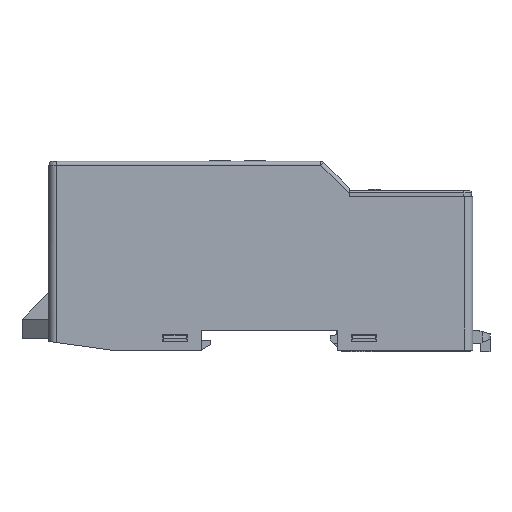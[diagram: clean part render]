
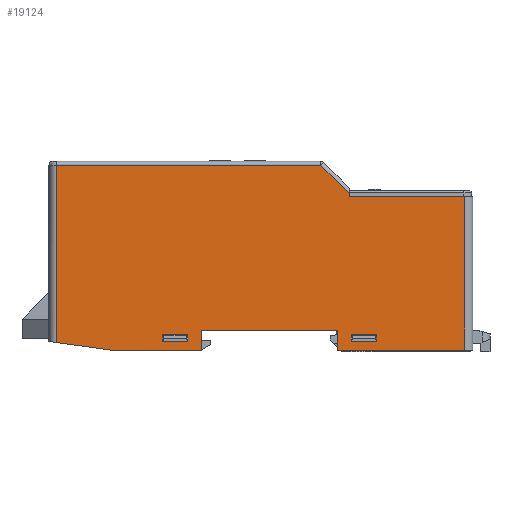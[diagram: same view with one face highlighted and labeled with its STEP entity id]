
A CAD part, left-side view. The second image highlights one B-rep face of the part: STEP entity #19124.
In plain terms, the highlighted planar face has unit normal (-1, 0, 0).
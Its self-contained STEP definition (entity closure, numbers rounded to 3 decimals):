
#4200=DIRECTION('',(0.,1.,0.));
#4201=VECTOR('',#4200,33.);
#4202=CARTESIAN_POINT('',(0.,-108.,-4.));
#4203=LINE('',#4202,#4201);
#4236=DIRECTION('',(0.,0.,1.));
#4237=VECTOR('',#4236,5.2);
#4238=CARTESIAN_POINT('',(0.,-75.,-4.));
#4239=LINE('',#4238,#4237);
#4257=DIRECTION('',(0.,0.707,0.707));
#4258=VECTOR('',#4257,10.485);
#4259=CARTESIAN_POINT('',(0.,-78.,36.586));
#4260=LINE('',#4259,#4258);
#4264=DIRECTION('',(0.,1.,0.));
#4265=VECTOR('',#4264,30.);
#4266=CARTESIAN_POINT('',(0.,-108.,35.8));
#4267=LINE('',#4266,#4265);
#4271=DIRECTION('',(0.,-1.,0.));
#4272=VECTOR('',#4271,35.5);
#4273=CARTESIAN_POINT('',(0.,-39.5,1.2));
#4274=LINE('',#4273,#4272);
#4278=DIRECTION('',(0.,-1.,0.));
#4279=VECTOR('',#4278,23.5);
#4280=CARTESIAN_POINT('',(0.,-16.,-4.));
#4281=LINE('',#4280,#4279);
#4285=DIRECTION('',(0.,-0.99,-0.139));
#4286=VECTOR('',#4285,14.138);
#4287=CARTESIAN_POINT('',(0.,-2.,-2.032));
#4288=LINE('',#4287,#4286);
#4298=CARTESIAN_POINT('',(0.,-2.,-2.032));
#4310=DIRECTION('',(0.,0.,1.));
#4311=VECTOR('',#4310,46.032);
#4312=CARTESIAN_POINT('',(0.,-2.,-2.032));
#4313=LINE('',#4312,#4311);
#4345=DIRECTION('',(0.,0.,-1.));
#4346=VECTOR('',#4345,5.2);
#4347=CARTESIAN_POINT('',(0.,-39.5,1.2));
#4348=LINE('',#4347,#4346);
#4937=DIRECTION('',(0.,0.,-1.));
#4938=VECTOR('',#4937,39.8);
#4939=CARTESIAN_POINT('',(0.,-108.,35.8));
#4940=LINE('',#4939,#4938);
#4982=DIRECTION('',(0.,0.,-1.));
#4983=VECTOR('',#4982,0.786);
#4984=CARTESIAN_POINT('',(0.,-78.,36.586));
#4985=LINE('',#4984,#4983);
#9798=DIRECTION('',(0.,-1.,0.));
#9799=VECTOR('',#9798,68.586);
#9800=CARTESIAN_POINT('',(0.,-2.,44.));
#9801=LINE('',#9800,#9799);
#11576=DIRECTION('',(0.,0.,1.));
#11577=VECTOR('',#11576,1.7);
#11578=CARTESIAN_POINT('',(0.,-85.,-1.7));
#11579=LINE('',#11578,#11577);
#11590=DIRECTION('',(0.,1.,0.));
#11591=VECTOR('',#11590,6.5);
#11592=CARTESIAN_POINT('',(0.,-85.,0.));
#11593=LINE('',#11592,#11591);
#11604=DIRECTION('',(0.,0.,-1.));
#11605=VECTOR('',#11604,1.7);
#11606=CARTESIAN_POINT('',(0.,-78.5,0.));
#11607=LINE('',#11606,#11605);
#11618=DIRECTION('',(0.,-1.,0.));
#11619=VECTOR('',#11618,6.5);
#11620=CARTESIAN_POINT('',(0.,-78.5,-1.7));
#11621=LINE('',#11620,#11619);
#11632=DIRECTION('',(0.,0.,1.));
#11633=VECTOR('',#11632,1.7);
#11634=CARTESIAN_POINT('',(0.,-36.,-1.7));
#11635=LINE('',#11634,#11633);
#11646=DIRECTION('',(0.,1.,0.));
#11647=VECTOR('',#11646,6.5);
#11648=CARTESIAN_POINT('',(0.,-36.,0.));
#11649=LINE('',#11648,#11647);
#11660=DIRECTION('',(0.,0.,-1.));
#11661=VECTOR('',#11660,1.7);
#11662=CARTESIAN_POINT('',(0.,-29.5,0.));
#11663=LINE('',#11662,#11661);
#11674=DIRECTION('',(0.,-1.,0.));
#11675=VECTOR('',#11674,6.5);
#11676=CARTESIAN_POINT('',(0.,-29.5,-1.7));
#11677=LINE('',#11676,#11675);
#13801=CARTESIAN_POINT('',(0.,-75.,-4.));
#13803=VERTEX_POINT('',#13801);
#14059=CARTESIAN_POINT('',(0.,-16.,-4.));
#14060=CARTESIAN_POINT('',(0.,-39.5,-4.));
#14061=VERTEX_POINT('',#14059);
#14062=VERTEX_POINT('',#14060);
#14285=CARTESIAN_POINT('',(0.,-78.,35.8));
#14286=VERTEX_POINT('',#14285);
#14350=CARTESIAN_POINT('',(0.,-85.,0.));
#14352=VERTEX_POINT('',#14350);
#14382=CARTESIAN_POINT('',(0.,-78.5,0.));
#14383=VERTEX_POINT('',#14382);
#14434=CARTESIAN_POINT('',(0.,-78.,36.586));
#14435=VERTEX_POINT('',#14434);
#14742=CARTESIAN_POINT('',(0.,-29.5,0.));
#14743=CARTESIAN_POINT('',(0.,-29.5,-1.7));
#14744=VERTEX_POINT('',#14742);
#14745=VERTEX_POINT('',#14743);
#14965=CARTESIAN_POINT('',(0.,-108.,35.8));
#14966=CARTESIAN_POINT('',(0.,-108.,-4.));
#14967=VERTEX_POINT('',#14965);
#14968=VERTEX_POINT('',#14966);
#14995=CARTESIAN_POINT('',(0.,-85.,-1.7));
#14997=VERTEX_POINT('',#14995);
#15177=CARTESIAN_POINT('',(0.,-36.,0.));
#15178=VERTEX_POINT('',#15177);
#15299=CARTESIAN_POINT('',(0.,-75.,1.2));
#15300=VERTEX_POINT('',#15299);
#15422=CARTESIAN_POINT('',(0.,-2.,44.));
#15423=VERTEX_POINT('',#15422);
#15441=CARTESIAN_POINT('',(0.,-39.5,1.2));
#15443=VERTEX_POINT('',#15441);
#15543=VERTEX_POINT('',#4298);
#15555=CARTESIAN_POINT('',(0.,-78.5,-1.7));
#15556=VERTEX_POINT('',#15555);
#16033=CARTESIAN_POINT('',(0.,-70.586,44.));
#16034=VERTEX_POINT('',#16033);
#16124=CARTESIAN_POINT('',(0.,-36.,-1.7));
#16125=VERTEX_POINT('',#16124);
#19075=CARTESIAN_POINT('',(0.,0.,45.));
#19076=DIRECTION('',(1.,0.,0.));
#19077=DIRECTION('',(0.,1.,0.));
#19078=AXIS2_PLACEMENT_3D('',#19075,#19076,#19077);
#19079=PLANE('',#19078);
#19081=ORIENTED_EDGE('',*,*,#19080,.T.);
#19083=ORIENTED_EDGE('',*,*,#19082,.T.);
#19085=ORIENTED_EDGE('',*,*,#19084,.F.);
#19087=ORIENTED_EDGE('',*,*,#19086,.T.);
#19089=ORIENTED_EDGE('',*,*,#19088,.F.);
#19091=ORIENTED_EDGE('',*,*,#19090,.T.);
#19092=ORIENTED_EDGE('',*,*,#19050,.T.);
#19093=ORIENTED_EDGE('',*,*,#19066,.T.);
#19095=ORIENTED_EDGE('',*,*,#19094,.F.);
#19097=ORIENTED_EDGE('',*,*,#19096,.T.);
#19099=ORIENTED_EDGE('',*,*,#19098,.F.);
#19101=ORIENTED_EDGE('',*,*,#19100,.F.);
#19102=EDGE_LOOP('',(#19081,#19083,#19085,#19087,#19089,#19091,#19092,#19093,
#19095,#19097,#19099,#19101));
#19103=FACE_OUTER_BOUND('',#19102,.F.);
#19105=ORIENTED_EDGE('',*,*,#19104,.T.);
#19107=ORIENTED_EDGE('',*,*,#19106,.T.);
#19109=ORIENTED_EDGE('',*,*,#19108,.T.);
#19111=ORIENTED_EDGE('',*,*,#19110,.T.);
#19112=EDGE_LOOP('',(#19105,#19107,#19109,#19111));
#19113=FACE_BOUND('',#19112,.F.);
#19115=ORIENTED_EDGE('',*,*,#19114,.T.);
#19117=ORIENTED_EDGE('',*,*,#19116,.T.);
#19119=ORIENTED_EDGE('',*,*,#19118,.T.);
#19121=ORIENTED_EDGE('',*,*,#19120,.T.);
#19122=EDGE_LOOP('',(#19115,#19117,#19119,#19121));
#19123=FACE_BOUND('',#19122,.F.);
#19124=ADVANCED_FACE('',(#19103,#19113,#19123),#19079,.F.);
#19050=EDGE_CURVE('',#14968,#13803,#4203,.T.);
#19066=EDGE_CURVE('',#13803,#15300,#4239,.T.);
#19080=EDGE_CURVE('',#15543,#15423,#4313,.T.);
#19082=EDGE_CURVE('',#15423,#16034,#9801,.T.);
#19084=EDGE_CURVE('',#14435,#16034,#4260,.T.);
#19086=EDGE_CURVE('',#14435,#14286,#4985,.T.);
#19088=EDGE_CURVE('',#14967,#14286,#4267,.T.);
#19090=EDGE_CURVE('',#14967,#14968,#4940,.T.);
#19094=EDGE_CURVE('',#15443,#15300,#4274,.T.);
#19096=EDGE_CURVE('',#15443,#14062,#4348,.T.);
#19098=EDGE_CURVE('',#14061,#14062,#4281,.T.);
#19100=EDGE_CURVE('',#15543,#14061,#4288,.T.);
#19104=EDGE_CURVE('',#14997,#14352,#11579,.T.);
#19106=EDGE_CURVE('',#14352,#14383,#11593,.T.);
#19108=EDGE_CURVE('',#14383,#15556,#11607,.T.);
#19110=EDGE_CURVE('',#15556,#14997,#11621,.T.);
#19114=EDGE_CURVE('',#16125,#15178,#11635,.T.);
#19116=EDGE_CURVE('',#15178,#14744,#11649,.T.);
#19118=EDGE_CURVE('',#14744,#14745,#11663,.T.);
#19120=EDGE_CURVE('',#14745,#16125,#11677,.T.);
